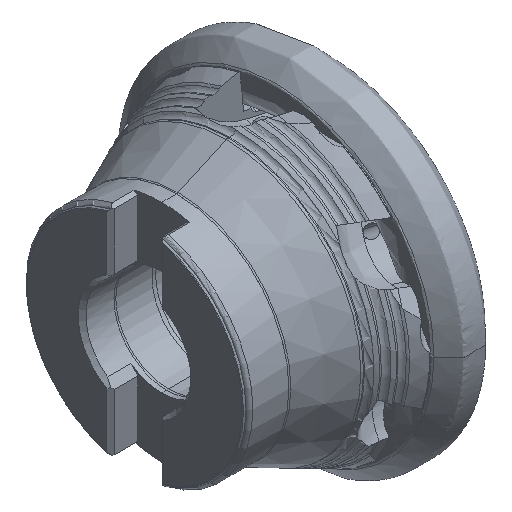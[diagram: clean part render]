
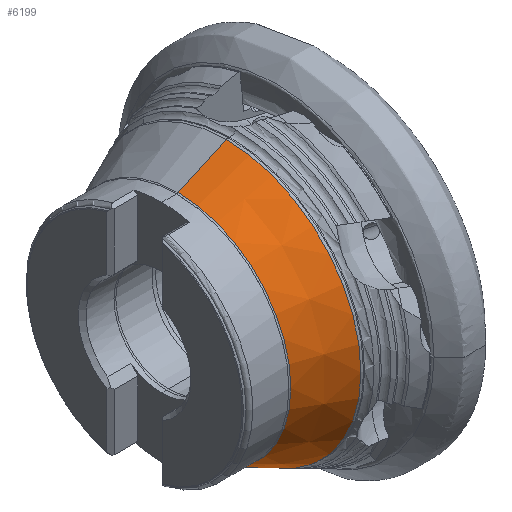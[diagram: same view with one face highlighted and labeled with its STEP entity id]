
A CAD part, isometric view. The second image highlights one B-rep face of the part: STEP entity #6199.
In plain terms, the highlighted conical face has half-angle 24.208 degrees and reference radius 34.688 mm.
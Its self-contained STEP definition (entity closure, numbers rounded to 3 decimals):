
#92 = DIRECTION ( 'NONE',  ( 0., 0., -1. ) ) ;
#286 = VECTOR ( 'NONE', #1565, 1000. ) ;
#1266 = ORIENTED_EDGE ( 'NONE', *, *, #6926, .T. ) ;
#1501 = EDGE_CURVE ( 'NONE', #5856, #4445, #5090, .T. ) ;
#1565 = DIRECTION ( 'NONE',  ( 0.912, 0., 0.41 ) ) ;
#1648 = EDGE_CURVE ( 'NONE', #5764, #9761, #4109, .T. ) ;
#1877 = AXIS2_PLACEMENT_3D ( 'NONE', #4042, #3507, #5810 ) ;
#2385 = CARTESIAN_POINT ( 'NONE',  ( -25.443, 0., 0. ) ) ;
#2647 = CONICAL_SURFACE ( 'NONE', #9019, 34.689, 0.423 ) ;
#3103 = CARTESIAN_POINT ( 'NONE',  ( -37.908, 0., 29.085 ) ) ;
#3379 = ORIENTED_EDGE ( 'NONE', *, *, #1648, .T. ) ;
#3507 = DIRECTION ( 'NONE',  ( 1., 0., 0. ) ) ;
#3940 = CARTESIAN_POINT ( 'NONE',  ( -37.908, 0., -29.085 ) ) ;
#3953 = DIRECTION ( 'NONE',  ( 1., 0., 0. ) ) ;
#4033 = FACE_OUTER_BOUND ( 'NONE', #7840, .T. ) ;
#4042 = CARTESIAN_POINT ( 'NONE',  ( -25.443, 0., 0. ) ) ;
#4109 = CIRCLE ( 'NONE', #4877, 29.085 ) ;
#4445 = VERTEX_POINT ( 'NONE', #10022 ) ;
#4877 = AXIS2_PLACEMENT_3D ( 'NONE', #7903, #3953, #92 ) ;
#5090 = CIRCLE ( 'NONE', #1877, 34.689 ) ;
#5130 = CARTESIAN_POINT ( 'NONE',  ( -25.443, 0., -34.689 ) ) ;
#5684 = DIRECTION ( 'NONE',  ( 1., 0., 0. ) ) ;
#5758 = VECTOR ( 'NONE', #6797, 1000. ) ;
#5764 = VERTEX_POINT ( 'NONE', #3103 ) ;
#5810 = DIRECTION ( 'NONE',  ( 0., 0., -1. ) ) ;
#5856 = VERTEX_POINT ( 'NONE', #9776 ) ;
#6045 = ORIENTED_EDGE ( 'NONE', *, *, #1501, .F. ) ;
#6199 = ADVANCED_FACE ( 'NONE', ( #4033 ), #2647, .T. ) ;
#6232 = EDGE_CURVE ( 'NONE', #5764, #5856, #9250, .T. ) ;
#6797 = DIRECTION ( 'NONE',  ( 0.912, 0., -0.41 ) ) ;
#6926 = EDGE_CURVE ( 'NONE', #9761, #4445, #7857, .T. ) ;
#7190 = DIRECTION ( 'NONE',  ( 0., 0., -1. ) ) ;
#7840 = EDGE_LOOP ( 'NONE', ( #10262, #3379, #1266, #6045 ) ) ;
#7857 = LINE ( 'NONE', #5130, #5758 ) ;
#7903 = CARTESIAN_POINT ( 'NONE',  ( -37.908, 0., 0. ) ) ;
#8688 = CARTESIAN_POINT ( 'NONE',  ( -25.443, 0., 34.689 ) ) ;
#9019 = AXIS2_PLACEMENT_3D ( 'NONE', #2385, #5684, #7190 ) ;
#9250 = LINE ( 'NONE', #8688, #286 ) ;
#9761 = VERTEX_POINT ( 'NONE', #3940 ) ;
#9776 = CARTESIAN_POINT ( 'NONE',  ( -25.443, 0., 34.689 ) ) ;
#10022 = CARTESIAN_POINT ( 'NONE',  ( -25.443, 0., -34.689 ) ) ;
#10262 = ORIENTED_EDGE ( 'NONE', *, *, #6232, .F. ) ;
